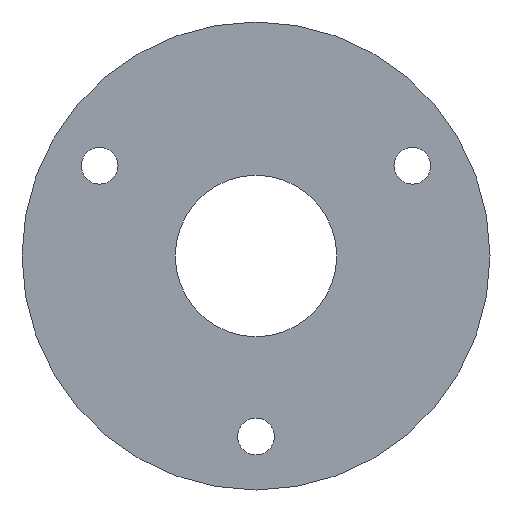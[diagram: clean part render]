
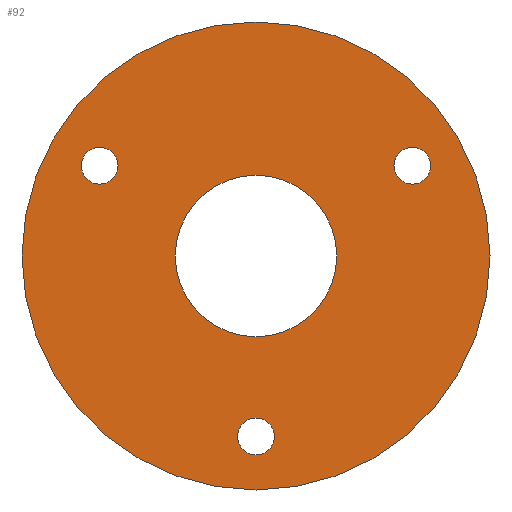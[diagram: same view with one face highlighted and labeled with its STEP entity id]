
A CAD part, front view. The second image highlights one B-rep face of the part: STEP entity #92.
In plain terms, the highlighted planar face has unit normal (0, -1, 0).
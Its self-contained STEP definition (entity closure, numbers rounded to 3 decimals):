
#4 = CARTESIAN_POINT ( 'NONE',  ( 0., 0., -48.5 ) ) ;
#6 = DIRECTION ( 'NONE',  ( 0., 1., 0. ) ) ;
#7 = EDGE_LOOP ( 'NONE', ( #381, #64 ) ) ;
#8 = EDGE_CURVE ( 'NONE', #460, #456, #405, .T. ) ;
#12 = CARTESIAN_POINT ( 'NONE',  ( 0., 0., -59.5 ) ) ;
#18 = CARTESIAN_POINT ( 'NONE',  ( -46.765, 0., 32.5 ) ) ;
#21 = EDGE_LOOP ( 'NONE', ( #233, #227 ) ) ;
#26 = EDGE_LOOP ( 'NONE', ( #48, #245 ) ) ;
#27 = DIRECTION ( 'NONE',  ( 0., 0., 1. ) ) ;
#33 = DIRECTION ( 'NONE',  ( 0., 0., 1. ) ) ;
#37 = FACE_BOUND ( 'NONE', #21, .T. ) ;
#38 = AXIS2_PLACEMENT_3D ( 'NONE', #443, #46, #409 ) ;
#45 = CIRCLE ( 'NONE', #294, 5.5 ) ;
#46 = DIRECTION ( 'NONE',  ( 0., 1., 0. ) ) ;
#48 = ORIENTED_EDGE ( 'NONE', *, *, #75, .T. ) ;
#51 = EDGE_CURVE ( 'NONE', #84, #99, #212, .T. ) ;
#56 = CARTESIAN_POINT ( 'NONE',  ( -46.765, 0., 27. ) ) ;
#62 = EDGE_LOOP ( 'NONE', ( #393, #264 ) ) ;
#64 = ORIENTED_EDGE ( 'NONE', *, *, #315, .T. ) ;
#75 = EDGE_CURVE ( 'NONE', #91, #321, #370, .T. ) ;
#76 = CARTESIAN_POINT ( 'NONE',  ( 0., 0., -54. ) ) ;
#78 = DIRECTION ( 'NONE',  ( 0., 1., 0. ) ) ;
#79 = CIRCLE ( 'NONE', #115, 5.5 ) ;
#80 = CARTESIAN_POINT ( 'NONE',  ( 0., 0., 0. ) ) ;
#84 = VERTEX_POINT ( 'NONE', #287 ) ;
#86 = CARTESIAN_POINT ( 'NONE',  ( 46.765, 0., 27. ) ) ;
#91 = VERTEX_POINT ( 'NONE', #4 ) ;
#92 = ADVANCED_FACE ( 'NONE', ( #37, #471, #140, #255, #440 ), #404, .F. ) ;
#99 = VERTEX_POINT ( 'NONE', #437 ) ;
#103 = VERTEX_POINT ( 'NONE', #433 ) ;
#105 = AXIS2_PLACEMENT_3D ( 'NONE', #380, #278, #232 ) ;
#115 = AXIS2_PLACEMENT_3D ( 'NONE', #86, #125, #148 ) ;
#121 = EDGE_CURVE ( 'NONE', #103, #208, #149, .T. ) ;
#123 = AXIS2_PLACEMENT_3D ( 'NONE', #210, #442, #211 ) ;
#125 = DIRECTION ( 'NONE',  ( 0., 1., 0. ) ) ;
#140 = FACE_BOUND ( 'NONE', #62, .T. ) ;
#148 = DIRECTION ( 'NONE',  ( 0., 0., 1. ) ) ;
#149 = CIRCLE ( 'NONE', #444, 24.15 ) ;
#152 = VERTEX_POINT ( 'NONE', #179 ) ;
#170 = CARTESIAN_POINT ( 'NONE',  ( 0., 0., 0. ) ) ;
#172 = DIRECTION ( 'NONE',  ( 0., 1., 0. ) ) ;
#179 = CARTESIAN_POINT ( 'NONE',  ( 46.765, 0., 32.5 ) ) ;
#183 = DIRECTION ( 'NONE',  ( 0., 0., 1. ) ) ;
#184 = DIRECTION ( 'NONE',  ( 0., 1., 0. ) ) ;
#189 = CIRCLE ( 'NONE', #234, 24.15 ) ;
#195 = AXIS2_PLACEMENT_3D ( 'NONE', #56, #280, #428 ) ;
#198 = EDGE_LOOP ( 'NONE', ( #356, #200 ) ) ;
#200 = ORIENTED_EDGE ( 'NONE', *, *, #51, .F. ) ;
#208 = VERTEX_POINT ( 'NONE', #336 ) ;
#210 = CARTESIAN_POINT ( 'NONE',  ( 0., 0., 0. ) ) ;
#211 = DIRECTION ( 'NONE',  ( 0., 0., 1. ) ) ;
#212 = CIRCLE ( 'NONE', #354, 70. ) ;
#227 = ORIENTED_EDGE ( 'NONE', *, *, #121, .T. ) ;
#232 = DIRECTION ( 'NONE',  ( 0., 0., 1. ) ) ;
#233 = ORIENTED_EDGE ( 'NONE', *, *, #341, .T. ) ;
#234 = AXIS2_PLACEMENT_3D ( 'NONE', #80, #184, #256 ) ;
#238 = EDGE_CURVE ( 'NONE', #321, #91, #45, .T. ) ;
#245 = ORIENTED_EDGE ( 'NONE', *, *, #238, .T. ) ;
#255 = FACE_BOUND ( 'NONE', #26, .T. ) ;
#256 = DIRECTION ( 'NONE',  ( 0., 0., 1. ) ) ;
#261 = DIRECTION ( 'NONE',  ( 0., 1., 0. ) ) ;
#263 = DIRECTION ( 'NONE',  ( 0., 0., 1. ) ) ;
#264 = ORIENTED_EDGE ( 'NONE', *, *, #292, .T. ) ;
#278 = DIRECTION ( 'NONE',  ( 0., 1., 0. ) ) ;
#280 = DIRECTION ( 'NONE',  ( 0., 1., 0. ) ) ;
#287 = CARTESIAN_POINT ( 'NONE',  ( 0., 0., 70. ) ) ;
#292 = EDGE_CURVE ( 'NONE', #349, #152, #79, .T. ) ;
#293 = DIRECTION ( 'NONE',  ( 0., 1., 0. ) ) ;
#294 = AXIS2_PLACEMENT_3D ( 'NONE', #453, #6, #263 ) ;
#297 = EDGE_CURVE ( 'NONE', #99, #84, #331, .T. ) ;
#300 = CARTESIAN_POINT ( 'NONE',  ( 0., 0., 0. ) ) ;
#301 = AXIS2_PLACEMENT_3D ( 'NONE', #76, #172, #33 ) ;
#315 = EDGE_CURVE ( 'NONE', #456, #460, #454, .T. ) ;
#317 = AXIS2_PLACEMENT_3D ( 'NONE', #300, #261, #183 ) ;
#321 = VERTEX_POINT ( 'NONE', #12 ) ;
#331 = CIRCLE ( 'NONE', #317, 70. ) ;
#332 = DIRECTION ( 'NONE',  ( 0., 0., 1. ) ) ;
#336 = CARTESIAN_POINT ( 'NONE',  ( 0., 0., 24.15 ) ) ;
#337 = CIRCLE ( 'NONE', #105, 5.5 ) ;
#341 = EDGE_CURVE ( 'NONE', #208, #103, #189, .T. ) ;
#349 = VERTEX_POINT ( 'NONE', #426 ) ;
#354 = AXIS2_PLACEMENT_3D ( 'NONE', #170, #293, #27 ) ;
#356 = ORIENTED_EDGE ( 'NONE', *, *, #297, .F. ) ;
#365 = EDGE_CURVE ( 'NONE', #152, #349, #337, .T. ) ;
#370 = CIRCLE ( 'NONE', #301, 5.5 ) ;
#380 = CARTESIAN_POINT ( 'NONE',  ( 46.765, 0., 27. ) ) ;
#381 = ORIENTED_EDGE ( 'NONE', *, *, #8, .T. ) ;
#393 = ORIENTED_EDGE ( 'NONE', *, *, #365, .T. ) ;
#404 = PLANE ( 'NONE',  #123 ) ;
#405 = CIRCLE ( 'NONE', #195, 5.5 ) ;
#409 = DIRECTION ( 'NONE',  ( 0., 0., 1. ) ) ;
#426 = CARTESIAN_POINT ( 'NONE',  ( 46.765, 0., 21.5 ) ) ;
#428 = DIRECTION ( 'NONE',  ( 0., 0., 1. ) ) ;
#433 = CARTESIAN_POINT ( 'NONE',  ( 0., 0., -24.15 ) ) ;
#437 = CARTESIAN_POINT ( 'NONE',  ( 0., 0., -70. ) ) ;
#440 = FACE_OUTER_BOUND ( 'NONE', #198, .T. ) ;
#442 = DIRECTION ( 'NONE',  ( 0., 1., 0. ) ) ;
#443 = CARTESIAN_POINT ( 'NONE',  ( -46.765, 0., 27. ) ) ;
#444 = AXIS2_PLACEMENT_3D ( 'NONE', #466, #78, #332 ) ;
#453 = CARTESIAN_POINT ( 'NONE',  ( 0., 0., -54. ) ) ;
#454 = CIRCLE ( 'NONE', #38, 5.5 ) ;
#456 = VERTEX_POINT ( 'NONE', #462 ) ;
#460 = VERTEX_POINT ( 'NONE', #18 ) ;
#462 = CARTESIAN_POINT ( 'NONE',  ( -46.765, 0., 21.5 ) ) ;
#466 = CARTESIAN_POINT ( 'NONE',  ( 0., 0., 0. ) ) ;
#471 = FACE_BOUND ( 'NONE', #7, .T. ) ;
